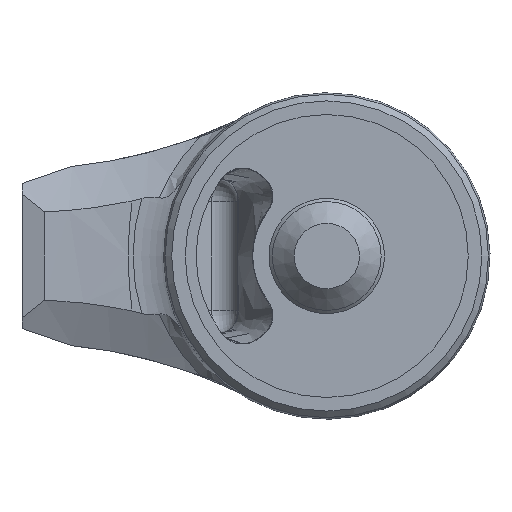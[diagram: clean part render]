
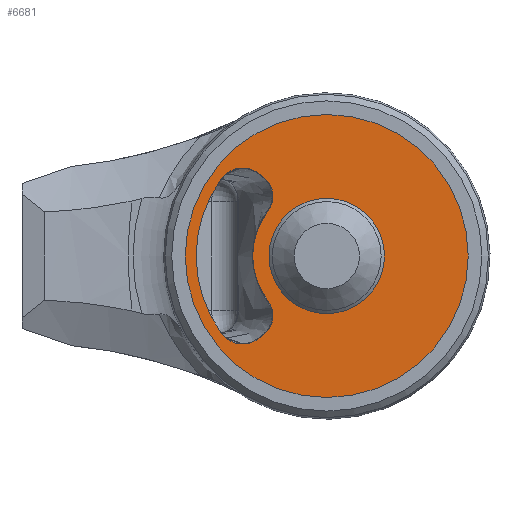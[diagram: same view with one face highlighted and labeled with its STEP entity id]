
A CAD part, front view. The second image highlights one B-rep face of the part: STEP entity #6681.
In plain terms, the highlighted planar face has unit normal (0, -1, 0).
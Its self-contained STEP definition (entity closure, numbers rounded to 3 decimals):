
#47 = DIRECTION ( 'NONE',  ( 0., -1., 0. ) ) ;
#164 = DIRECTION ( 'NONE',  ( 0., 0., -1. ) ) ;
#212 = VERTEX_POINT ( 'NONE', #4814 ) ;
#258 = ORIENTED_EDGE ( 'NONE', *, *, #3267, .F. ) ;
#336 = EDGE_CURVE ( 'NONE', #212, #212, #6468, .T. ) ;
#402 = LINE ( 'NONE', #6679, #2339 ) ;
#487 = DIRECTION ( 'NONE',  ( 0.793, 0., 0.609 ) ) ;
#532 = CARTESIAN_POINT ( 'NONE',  ( 0., -3.5, 0. ) ) ;
#772 = AXIS2_PLACEMENT_3D ( 'NONE', #3527, #5045, #1970 ) ;
#858 = VERTEX_POINT ( 'NONE', #1688 ) ;
#941 = CIRCLE ( 'NONE', #772, 3.4 ) ;
#1046 = EDGE_LOOP ( 'NONE', ( #2794 ) ) ;
#1224 = PLANE ( 'NONE',  #5359 ) ;
#1486 = CIRCLE ( 'NONE', #4931, 1.2 ) ;
#1619 = DIRECTION ( 'NONE',  ( 0., -1., 0. ) ) ;
#1629 = CARTESIAN_POINT ( 'NONE',  ( 0., -3.5, 0. ) ) ;
#1662 = DIRECTION ( 'NONE',  ( 0., 0., -1. ) ) ;
#1678 = CARTESIAN_POINT ( 'NONE',  ( -2.697, -3.5, 2.07 ) ) ;
#1688 = CARTESIAN_POINT ( 'NONE',  ( -2.697, -3.5, -2.07 ) ) ;
#1692 = VERTEX_POINT ( 'NONE', #1678 ) ;
#1716 = AXIS2_PLACEMENT_3D ( 'NONE', #6185, #1619, #4705 ) ;
#1747 = FACE_BOUND ( 'NONE', #1046, .T. ) ;
#1823 = EDGE_LOOP ( 'NONE', ( #4826 ) ) ;
#1828 = CARTESIAN_POINT ( 'NONE',  ( -3.868, -3.5, 2.842 ) ) ;
#1970 = DIRECTION ( 'NONE',  ( 0., 0., -1. ) ) ;
#2049 = AXIS2_PLACEMENT_3D ( 'NONE', #4142, #3211, #5248 ) ;
#2055 = DIRECTION ( 'NONE',  ( -0.793, 0., 0.609 ) ) ;
#2076 = CIRCLE ( 'NONE', #2049, 1.1 ) ;
#2216 = DIRECTION ( 'NONE',  ( 0., 0., -1. ) ) ;
#2238 = CARTESIAN_POINT ( 'NONE',  ( -2.9, -3.5, -3.612 ) ) ;
#2283 = EDGE_CURVE ( 'NONE', #4877, #6643, #1486, .T. ) ;
#2314 = EDGE_CURVE ( 'NONE', #6121, #858, #2076, .T. ) ;
#2331 = AXIS2_PLACEMENT_3D ( 'NONE', #4701, #47, #1662 ) ;
#2339 = VECTOR ( 'NONE', #2055, 1000. ) ;
#2342 = ORIENTED_EDGE ( 'NONE', *, *, #5496, .F. ) ;
#2350 = DIRECTION ( 'NONE',  ( 0., -1., 0. ) ) ;
#2367 = EDGE_CURVE ( 'NONE', #1692, #5755, #6020, .T. ) ;
#2471 = FACE_BOUND ( 'NONE', #3850, .T. ) ;
#2633 = CIRCLE ( 'NONE', #2664, 6. ) ;
#2656 = DIRECTION ( 'NONE',  ( 0., 0., -1. ) ) ;
#2664 = AXIS2_PLACEMENT_3D ( 'NONE', #3814, #3777, #2216 ) ;
#2704 = CARTESIAN_POINT ( 'NONE',  ( -4.835, -3.5, 3.553 ) ) ;
#2747 = CARTESIAN_POINT ( 'NONE',  ( -4.835, -3.5, -3.553 ) ) ;
#2794 = ORIENTED_EDGE ( 'NONE', *, *, #5978, .T. ) ;
#2817 = DIRECTION ( 'NONE',  ( 0., -1., 0. ) ) ;
#2848 = CARTESIAN_POINT ( 'NONE',  ( -2.9, -3.5, 3.612 ) ) ;
#3162 = AXIS2_PLACEMENT_3D ( 'NONE', #532, #4045, #3594 ) ;
#3211 = DIRECTION ( 'NONE',  ( 0., -1., 0. ) ) ;
#3267 = EDGE_CURVE ( 'NONE', #5755, #4877, #402, .T. ) ;
#3373 = CIRCLE ( 'NONE', #2331, 1.2 ) ;
#3445 = ORIENTED_EDGE ( 'NONE', *, *, #4455, .F. ) ;
#3527 = CARTESIAN_POINT ( 'NONE',  ( 0., -3.5, 0. ) ) ;
#3594 = DIRECTION ( 'NONE',  ( 0., 0., -1. ) ) ;
#3668 = VERTEX_POINT ( 'NONE', #4411 ) ;
#3777 = DIRECTION ( 'NONE',  ( 0., -1., 0. ) ) ;
#3811 = CARTESIAN_POINT ( 'NONE',  ( 0., -3.5, -2.65 ) ) ;
#3814 = CARTESIAN_POINT ( 'NONE',  ( 0., -3.5, 0. ) ) ;
#3846 = VECTOR ( 'NONE', #487, 1000. ) ;
#3850 = EDGE_LOOP ( 'NONE', ( #3445, #6070, #6436, #258, #3987, #2342, #5053, #4788 ) ) ;
#3865 = EDGE_CURVE ( 'NONE', #6643, #4269, #2633, .T. ) ;
#3987 = ORIENTED_EDGE ( 'NONE', *, *, #2367, .F. ) ;
#4004 = LINE ( 'NONE', #4568, #3846 ) ;
#4045 = DIRECTION ( 'NONE',  ( 0., -1., 0. ) ) ;
#4142 = CARTESIAN_POINT ( 'NONE',  ( -3.57, -3.5, -2.739 ) ) ;
#4269 = VERTEX_POINT ( 'NONE', #2747 ) ;
#4292 = AXIS2_PLACEMENT_3D ( 'NONE', #1629, #5733, #2656 ) ;
#4411 = CARTESIAN_POINT ( 'NONE',  ( -3.138, -3.5, -3.794 ) ) ;
#4455 = EDGE_CURVE ( 'NONE', #4269, #3668, #3373, .T. ) ;
#4465 = VERTEX_POINT ( 'NONE', #3811 ) ;
#4568 = CARTESIAN_POINT ( 'NONE',  ( -2.9, -3.5, -3.612 ) ) ;
#4701 = CARTESIAN_POINT ( 'NONE',  ( -3.868, -3.5, -2.842 ) ) ;
#4705 = DIRECTION ( 'NONE',  ( 0., 0., 1. ) ) ;
#4788 = ORIENTED_EDGE ( 'NONE', *, *, #5503, .F. ) ;
#4814 = CARTESIAN_POINT ( 'NONE',  ( 0., -3.5, -6.5 ) ) ;
#4826 = ORIENTED_EDGE ( 'NONE', *, *, #336, .T. ) ;
#4877 = VERTEX_POINT ( 'NONE', #5088 ) ;
#4931 = AXIS2_PLACEMENT_3D ( 'NONE', #1828, #2350, #5940 ) ;
#5029 = FACE_OUTER_BOUND ( 'NONE', #1823, .T. ) ;
#5045 = DIRECTION ( 'NONE',  ( 0., 1., 0. ) ) ;
#5053 = ORIENTED_EDGE ( 'NONE', *, *, #2314, .F. ) ;
#5088 = CARTESIAN_POINT ( 'NONE',  ( -3.138, -3.5, 3.794 ) ) ;
#5248 = DIRECTION ( 'NONE',  ( 0., 0., -1. ) ) ;
#5328 = CARTESIAN_POINT ( 'NONE',  ( 0., -3.5, 0. ) ) ;
#5359 = AXIS2_PLACEMENT_3D ( 'NONE', #5328, #2817, #164 ) ;
#5496 = EDGE_CURVE ( 'NONE', #858, #1692, #941, .T. ) ;
#5503 = EDGE_CURVE ( 'NONE', #3668, #6121, #4004, .T. ) ;
#5733 = DIRECTION ( 'NONE',  ( 0., 1., 0. ) ) ;
#5755 = VERTEX_POINT ( 'NONE', #2848 ) ;
#5764 = CIRCLE ( 'NONE', #4292, 2.65 ) ;
#5940 = DIRECTION ( 'NONE',  ( 0., 0., 1. ) ) ;
#5978 = EDGE_CURVE ( 'NONE', #4465, #4465, #5764, .T. ) ;
#6020 = CIRCLE ( 'NONE', #1716, 1.1 ) ;
#6070 = ORIENTED_EDGE ( 'NONE', *, *, #3865, .F. ) ;
#6121 = VERTEX_POINT ( 'NONE', #2238 ) ;
#6185 = CARTESIAN_POINT ( 'NONE',  ( -3.57, -3.5, 2.739 ) ) ;
#6436 = ORIENTED_EDGE ( 'NONE', *, *, #2283, .F. ) ;
#6468 = CIRCLE ( 'NONE', #3162, 6.5 ) ;
#6643 = VERTEX_POINT ( 'NONE', #2704 ) ;
#6679 = CARTESIAN_POINT ( 'NONE',  ( -3.138, -3.5, 3.794 ) ) ;
#6681 = ADVANCED_FACE ( 'NONE', ( #2471, #5029, #1747 ), #1224, .T. ) ;
